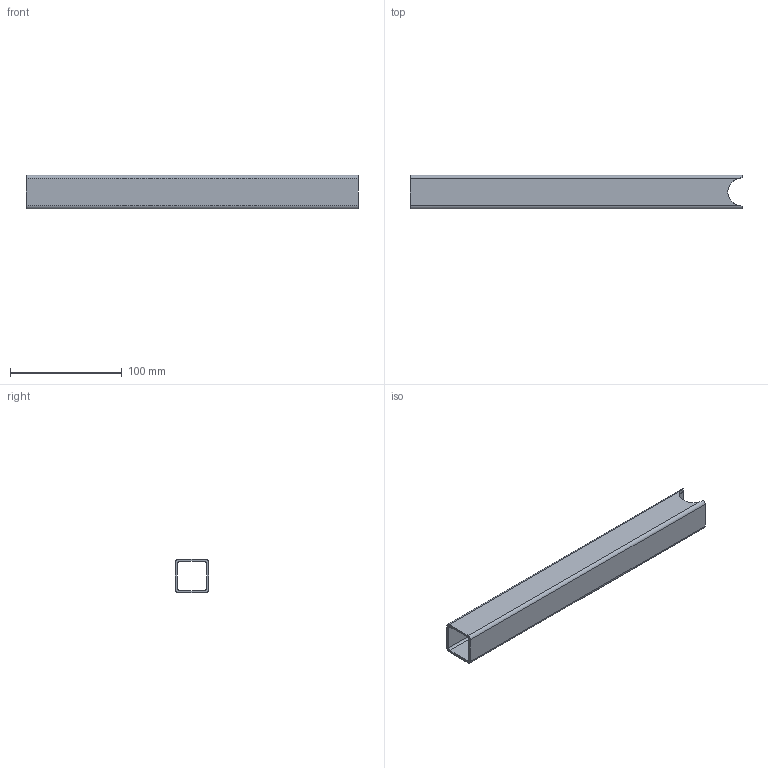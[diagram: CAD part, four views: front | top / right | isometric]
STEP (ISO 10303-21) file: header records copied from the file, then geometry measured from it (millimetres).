
FILE_DESCRIPTION (( 'STEP AP203' ), '1' );
FILE_NAME ('ÒÏ.016.02.02.01.01 - Øòîê íàòÿæíîãî ðîëèêà (30õ30).STEP', '2021-08-24T14:26:45', ( '' ), ( '' ), 'SwSTEP 2.0', 'SolidWorks 2018', '' );
FILE_SCHEMA (( 'CONFIG_CONTROL_DESIGN' ));
Length unit declared in the file: millimetre
Products named in the file (2): ÒÏ.016.02.02.01.01 - Øòîê íàòÿæíîãî ðîëèêà (30õ30)
Bounding box: 297.02 x 30 x 30 mm (x, y, z)
Volume: 64255.2 mm3; surface area: 63487.1 mm2
Topology: 1 solids, 1 shells, 21 faces, 60 edges, 40 vertices
Faces by surface type: plane 11, cylinder 10
Entity records: 893 total; most frequent: CARTESIAN_POINT 179, ORIENTED_EDGE 120, DIRECTION 118, EDGE_CURVE 60, AXIS2_PLACEMENT_3D 43, VERTEX_POINT 40, LINE 32, VECTOR 32
